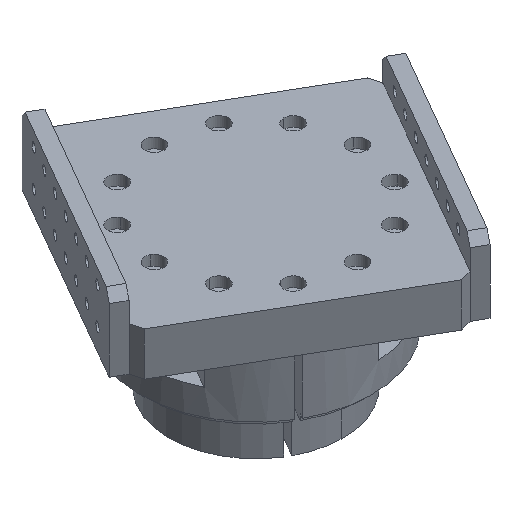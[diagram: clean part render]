
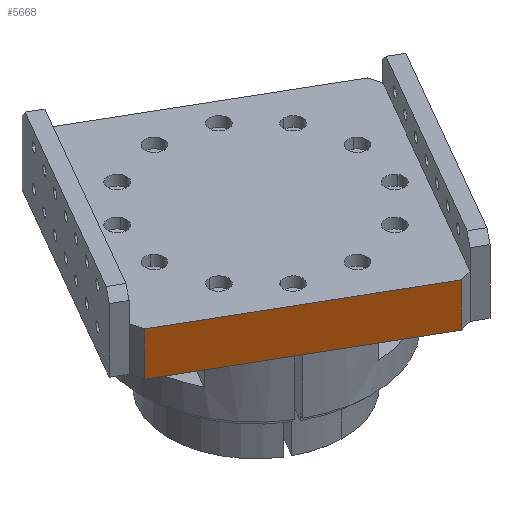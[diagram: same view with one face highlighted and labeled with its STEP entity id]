
A CAD part, isometric view. The second image highlights one B-rep face of the part: STEP entity #5668.
In plain terms, the highlighted face is planar.
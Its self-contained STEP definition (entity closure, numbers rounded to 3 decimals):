
#5457=CARTESIAN_POINT('Vertex',(-40.,44.1,15.)) ;
#5460=CARTESIAN_POINT('Line Origine',(-40.,44.1,7.5)) ;
#5464=CARTESIAN_POINT('Vertex',(-40.,44.1,0.)) ;
#5638=CARTESIAN_POINT('Axis2P3D Location',(-43.,44.1,0.)) ;
#5643=CARTESIAN_POINT('Line Origine',(40.,44.1,7.5)) ;
#5647=CARTESIAN_POINT('Vertex',(40.,44.1,0.)) ;
#5649=CARTESIAN_POINT('Vertex',(40.,44.1,15.)) ;
#5652=CARTESIAN_POINT('Line Origine',(0.,44.1,0.)) ;
#5657=CARTESIAN_POINT('Line Origine',(0.,44.1,15.)) ;
#5461=DIRECTION('Vector Direction',(0.,0.,1.)) ;
#5639=DIRECTION('Axis2P3D Direction',(0.,-1.,0.)) ;
#5640=DIRECTION('Axis2P3D XDirection',(1.,0.,0.)) ;
#5644=DIRECTION('Vector Direction',(0.,0.,-1.)) ;
#5653=DIRECTION('Vector Direction',(1.,0.,0.)) ;
#5658=DIRECTION('Vector Direction',(1.,0.,0.)) ;
#5641=AXIS2_PLACEMENT_3D('Plane Axis2P3D',#5638,#5639,#5640) ;
#5663=ORIENTED_EDGE('',*,*,#5651,.F.) ;
#5664=ORIENTED_EDGE('',*,*,#5656,.T.) ;
#5665=ORIENTED_EDGE('',*,*,#5466,.T.) ;
#5666=ORIENTED_EDGE('',*,*,#5661,.F.) ;
#5462=VECTOR('Line Direction',#5461,1.) ;
#5645=VECTOR('Line Direction',#5644,1.) ;
#5654=VECTOR('Line Direction',#5653,1.) ;
#5659=VECTOR('Line Direction',#5658,1.) ;
#5668=ADVANCED_FACE('PartBody',(#5667),#5642,.F.) ;
#5466=EDGE_CURVE('',#5465,#5458,#5463,.T.) ;
#5651=EDGE_CURVE('',#5648,#5650,#5646,.F.) ;
#5656=EDGE_CURVE('',#5648,#5465,#5655,.F.) ;
#5661=EDGE_CURVE('',#5650,#5458,#5660,.F.) ;
#5662=EDGE_LOOP('',(#5663,#5664,#5665,#5666)) ;
#5667=FACE_OUTER_BOUND('',#5662,.T.) ;
#5463=LINE('Line',#5460,#5462) ;
#5646=LINE('Line',#5643,#5645) ;
#5655=LINE('Line',#5652,#5654) ;
#5660=LINE('Line',#5657,#5659) ;
#5642=PLANE('Plane',#5641) ;
#5458=VERTEX_POINT('',#5457) ;
#5465=VERTEX_POINT('',#5464) ;
#5648=VERTEX_POINT('',#5647) ;
#5650=VERTEX_POINT('',#5649) ;
